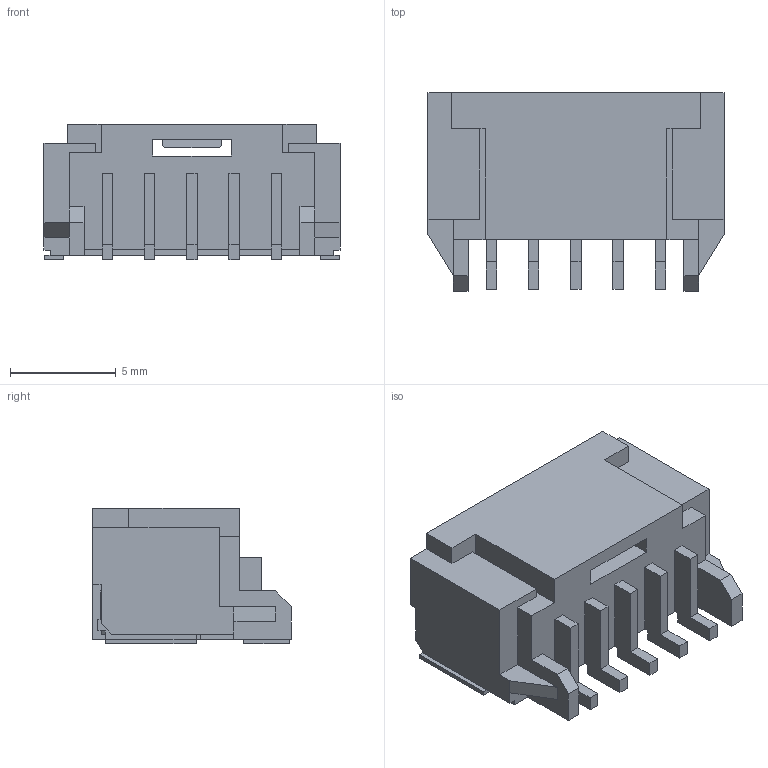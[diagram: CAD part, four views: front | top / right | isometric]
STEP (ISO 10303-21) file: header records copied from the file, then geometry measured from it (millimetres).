
FILE_DESCRIPTION((''),'2;1');
FILE_NAME('5023520510','2017-05-30T',('ksrinivasara'),(''),'PRO/ENGINEER BY PARAMETRIC TECHNOLOGY CORPORATION, 2012310','PRO/ENGINEER BY PARAMETRIC TECHNOLOGY CORPORATION, 2012310','');
FILE_SCHEMA(('CONFIG_CONTROL_DESIGN'));
Length unit declared in the file: millimetre
Products named in the file (1): 5023520510
Bounding box: 14 x 9.4 x 6.4 mm (x, y, z)
Volume: 305.7 mm3; surface area: 860 mm2
Topology: 1 solids, 1 shells, 306 faces, 883 edges, 580 vertices
Faces by surface type: plane 298, cylinder 8
Entity records: 9805 total; most frequent: CARTESIAN_POINT 1742, ORIENTED_EDGE 1710, DIRECTION 1513, VECTOR 867, LINE 867, EDGE_CURVE 855, VERTEX_POINT 552, AXIS2_PLACEMENT_3D 323
